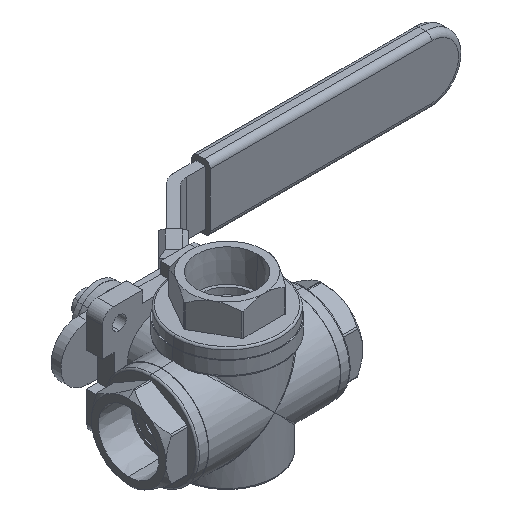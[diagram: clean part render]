
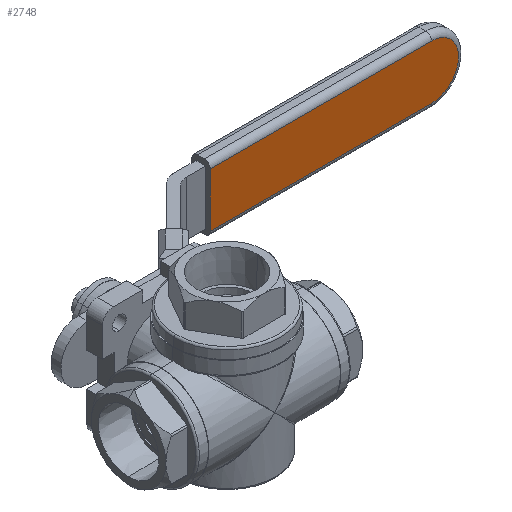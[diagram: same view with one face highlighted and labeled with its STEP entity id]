
A CAD part, isometric view. The second image highlights one B-rep face of the part: STEP entity #2748.
In plain terms, the highlighted planar face has unit normal (0, -1, 0).
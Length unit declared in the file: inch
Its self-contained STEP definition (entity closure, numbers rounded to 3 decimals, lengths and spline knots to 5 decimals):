
#141 = DIRECTION ( 'NONE',  ( 0., -1., 0. ) ) ;
#250 = VERTEX_POINT ( 'NONE', #3428 ) ;
#955 = LINE ( 'NONE', #3271, #2011 ) ;
#1312 = ORIENTED_EDGE ( 'NONE', *, *, #2064, .T. ) ;
#2011 = VECTOR ( 'NONE', #12727, 39.37008 ) ;
#2064 = EDGE_CURVE ( 'NONE', #10118, #14002, #3584, .T. ) ;
#2433 = CARTESIAN_POINT ( 'NONE',  ( -1.40257, 2.75451, -0.46031 ) ) ;
#2475 = AXIS2_PLACEMENT_3D ( 'NONE', #8497, #2879, #11969 ) ;
#2748 = ADVANCED_FACE ( 'NONE', ( #6796 ), #12819, .F. ) ;
#2879 = DIRECTION ( 'NONE',  ( 0., 1., 0. ) ) ;
#3057 = AXIS2_PLACEMENT_3D ( 'NONE', #12767, #141, #10530 ) ;
#3271 = CARTESIAN_POINT ( 'NONE',  ( 2.41743, 2.75451, -0.46531 ) ) ;
#3428 = CARTESIAN_POINT ( 'NONE',  ( 6.24993, 2.75451, 0.47469 ) ) ;
#3584 = LINE ( 'NONE', #2433, #12204 ) ;
#3865 = EDGE_CURVE ( 'NONE', #8693, #10118, #955, .T. ) ;
#4285 = ORIENTED_EDGE ( 'NONE', *, *, #3865, .T. ) ;
#4967 = CARTESIAN_POINT ( 'NONE',  ( 6.24993, 2.75451, -0.46031 ) ) ;
#6024 = CARTESIAN_POINT ( 'NONE',  ( 2.41743, 2.75451, 0.47469 ) ) ;
#6796 = FACE_OUTER_BOUND ( 'NONE', #13264, .T. ) ;
#6834 = CARTESIAN_POINT ( 'NONE',  ( -1.40257, 2.75451, 0.47469 ) ) ;
#8227 = CARTESIAN_POINT ( 'NONE',  ( 2.41743, 2.75451, -0.46031 ) ) ;
#8497 = CARTESIAN_POINT ( 'NONE',  ( -1.40257, 2.75451, -0.46531 ) ) ;
#8693 = VERTEX_POINT ( 'NONE', #6024 ) ;
#10118 = VERTEX_POINT ( 'NONE', #8227 ) ;
#10328 = ORIENTED_EDGE ( 'NONE', *, *, #13197, .T. ) ;
#10530 = DIRECTION ( 'NONE',  ( -1., 0., 0. ) ) ;
#11325 = CIRCLE ( 'NONE', #3057, 0.4675 ) ;
#11388 = LINE ( 'NONE', #6834, #12352 ) ;
#11488 = ORIENTED_EDGE ( 'NONE', *, *, #14259, .T. ) ;
#11635 = DIRECTION ( 'NONE',  ( -1., 0., 0. ) ) ;
#11969 = DIRECTION ( 'NONE',  ( -1., 0., 0. ) ) ;
#12204 = VECTOR ( 'NONE', #12977, 39.37008 ) ;
#12352 = VECTOR ( 'NONE', #11635, 39.37008 ) ;
#12727 = DIRECTION ( 'NONE',  ( 0., 0., -1. ) ) ;
#12767 = CARTESIAN_POINT ( 'NONE',  ( 6.24993, 2.75451, 0.00719 ) ) ;
#12819 = PLANE ( 'NONE',  #2475 ) ;
#12977 = DIRECTION ( 'NONE',  ( 1., 0., 0. ) ) ;
#13197 = EDGE_CURVE ( 'NONE', #14002, #250, #11325, .T. ) ;
#13264 = EDGE_LOOP ( 'NONE', ( #10328, #11488, #4285, #1312 ) ) ;
#14002 = VERTEX_POINT ( 'NONE', #4967 ) ;
#14259 = EDGE_CURVE ( 'NONE', #250, #8693, #11388, .T. ) ;
